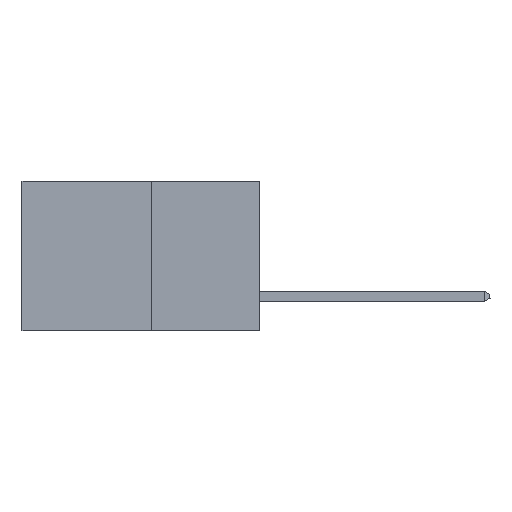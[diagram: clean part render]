
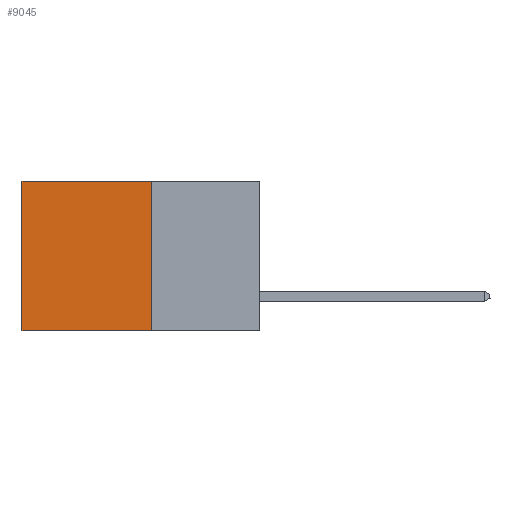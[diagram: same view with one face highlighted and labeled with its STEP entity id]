
A CAD part, left-side view. The second image highlights one B-rep face of the part: STEP entity #9045.
In plain terms, the highlighted planar face has unit normal (-1, 0, 0).
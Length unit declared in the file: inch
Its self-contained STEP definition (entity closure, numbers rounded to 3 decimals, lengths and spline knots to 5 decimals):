
#354 = VERTEX_POINT ( 'NONE', #18126 ) ;
#2759 = EDGE_CURVE ( 'NONE', #354, #6373, #6680, .T. ) ;
#3509 = CARTESIAN_POINT ( 'NONE',  ( 0.277, 0.27, -0.37 ) ) ;
#3798 = EDGE_CURVE ( 'NONE', #18517, #6749, #12478, .T. ) ;
#4580 = CARTESIAN_POINT ( 'NONE',  ( 0.277, 0.27, -0.37 ) ) ;
#4793 = EDGE_CURVE ( 'NONE', #354, #18517, #20115, .T. ) ;
#5266 = ORIENTED_EDGE ( 'NONE', *, *, #10724, .F. ) ;
#5298 = CARTESIAN_POINT ( 'NONE',  ( 0.277, 0.59, -0.37 ) ) ;
#5516 = ORIENTED_EDGE ( 'NONE', *, *, #3798, .T. ) ;
#6015 = EDGE_LOOP ( 'NONE', ( #5516, #5266, #19489, #14603 ) ) ;
#6202 = DIRECTION ( 'NONE',  ( 1., 0., 0. ) ) ;
#6373 = VERTEX_POINT ( 'NONE', #8511 ) ;
#6641 = DIRECTION ( 'NONE',  ( 0., 0., -1. ) ) ;
#6680 = LINE ( 'NONE', #6934, #14447 ) ;
#6713 = DIRECTION ( 'NONE',  ( 0., 1., 0. ) ) ;
#6749 = VERTEX_POINT ( 'NONE', #5298 ) ;
#6934 = CARTESIAN_POINT ( 'NONE',  ( 0.277, 0.27, -0.37 ) ) ;
#7343 = DIRECTION ( 'NONE',  ( 0., 1., 0. ) ) ;
#7568 = CARTESIAN_POINT ( 'NONE',  ( 0.277, 0.27, 0. ) ) ;
#8511 = CARTESIAN_POINT ( 'NONE',  ( 0.277, 0.27, -0.37 ) ) ;
#9045 = ADVANCED_FACE ( 'NONE', ( #13565 ), #13922, .F. ) ;
#10606 = DIRECTION ( 'NONE',  ( 0., 0., -1. ) ) ;
#10724 = EDGE_CURVE ( 'NONE', #6373, #6749, #13012, .T. ) ;
#11246 = CARTESIAN_POINT ( 'NONE',  ( 0.277, 0.59, -0.37 ) ) ;
#11867 = AXIS2_PLACEMENT_3D ( 'NONE', #4580, #6202, #16994 ) ;
#11928 = VECTOR ( 'NONE', #7343, 39.37008 ) ;
#11931 = CARTESIAN_POINT ( 'NONE',  ( 0.277, 0.59, 0. ) ) ;
#12478 = LINE ( 'NONE', #11246, #20175 ) ;
#12535 = VECTOR ( 'NONE', #6713, 39.37008 ) ;
#13012 = LINE ( 'NONE', #3509, #12535 ) ;
#13565 = FACE_OUTER_BOUND ( 'NONE', #6015, .T. ) ;
#13922 = PLANE ( 'NONE',  #11867 ) ;
#14447 = VECTOR ( 'NONE', #6641, 39.37008 ) ;
#14603 = ORIENTED_EDGE ( 'NONE', *, *, #4793, .T. ) ;
#16994 = DIRECTION ( 'NONE',  ( 0., 0., -1. ) ) ;
#18126 = CARTESIAN_POINT ( 'NONE',  ( 0.277, 0.27, 0. ) ) ;
#18517 = VERTEX_POINT ( 'NONE', #11931 ) ;
#19489 = ORIENTED_EDGE ( 'NONE', *, *, #2759, .F. ) ;
#20115 = LINE ( 'NONE', #7568, #11928 ) ;
#20175 = VECTOR ( 'NONE', #10606, 39.37008 ) ;
